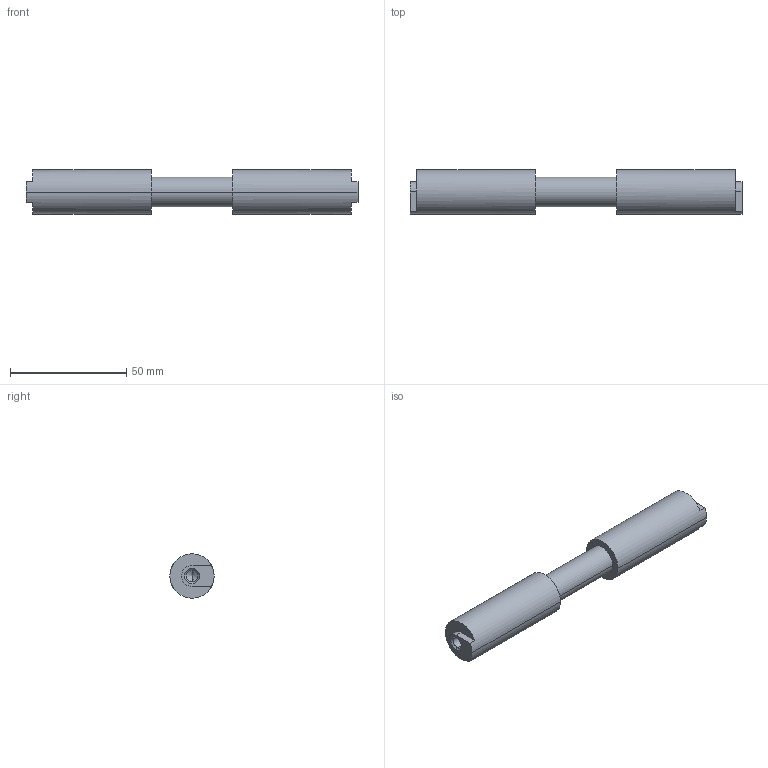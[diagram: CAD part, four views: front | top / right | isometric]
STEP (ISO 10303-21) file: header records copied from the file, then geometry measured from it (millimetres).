
FILE_DESCRIPTION (( 'STEP AP214' ), '1' );
FILE_NAME ('FT1110.STEP', '2025-05-23T20:57:56', ( '' ), ( '' ), 'SwSTEP 2.0', 'SolidWorks 2023', '' );
FILE_SCHEMA (( 'AUTOMOTIVE_DESIGN' ));
Length unit declared in the file: millimetre
Products named in the file (1): FT1110
Bounding box: 142.84 x 19.05 x 19.05 mm (x, y, z)
Volume: 33316.7 mm3; surface area: 9289.6 mm2
Topology: 1 solids, 1 shells, 31 faces, 73 edges, 44 vertices
Faces by surface type: cylinder 13, plane 10, cone 8
Entity records: 892 total; most frequent: DIRECTION 167, CARTESIAN_POINT 145, ORIENTED_EDGE 138, EDGE_CURVE 69, AXIS2_PLACEMENT_3D 66, VERTEX_POINT 44, VECTOR 35, EDGE_LOOP 35
